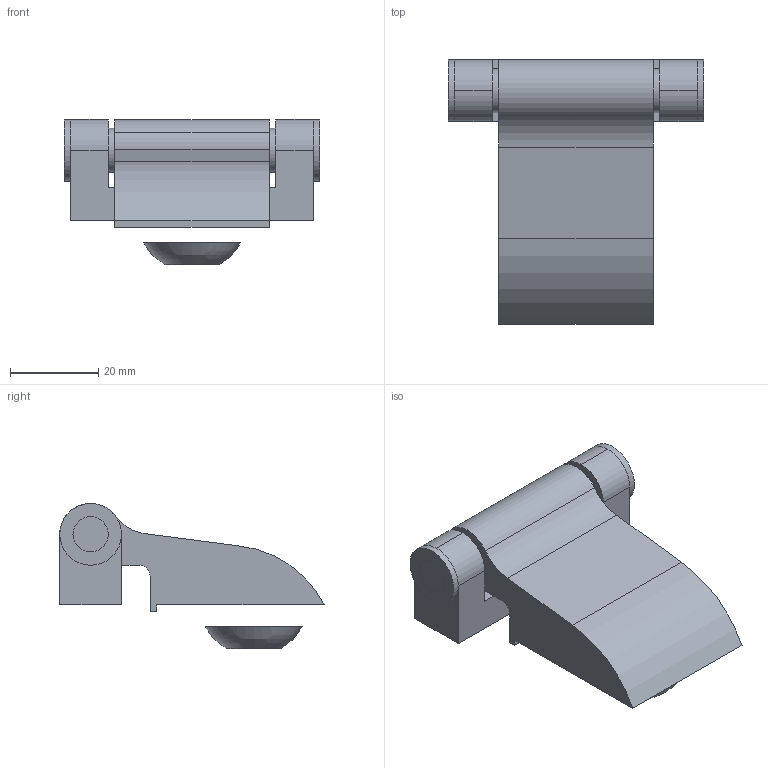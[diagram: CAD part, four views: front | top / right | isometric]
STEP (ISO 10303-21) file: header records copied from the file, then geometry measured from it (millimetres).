
FILE_DESCRIPTION(('STEP AP203'),'2;1');
FILE_NAME('XC66201.stp','2011-04-18T19:27:43',(''),(''),'2009.3.110','THINKDESIGN','');
FILE_SCHEMA(('CONFIG_CONTROL_DESIGN'));
Length unit declared in the file: millimetre
Bounding box: 58 x 60 x 32.9 mm (x, y, z)
Volume: 33279.7 mm3; surface area: 16396.9 mm2
Topology: 6 solids, 6 shells, 65 faces, 177 edges, 131 vertices
Faces by surface type: plane 31, cylinder 28, bspline 6
Full cylindrical faces by diameter (mm): 5 x1, 5.5 x3, 6.4 x1, 8 x5, 10 x3, 10.5 x4, 12.5 x1, 14 x2
Entity records: 2387 total; most frequent: CARTESIAN_POINT 501, DIRECTION 403, ORIENTED_EDGE 352, EDGE_CURVE 176, AXIS2_PLACEMENT_3D 168, VERTEX_POINT 131, CIRCLE 109, EDGE_LOOP 89
